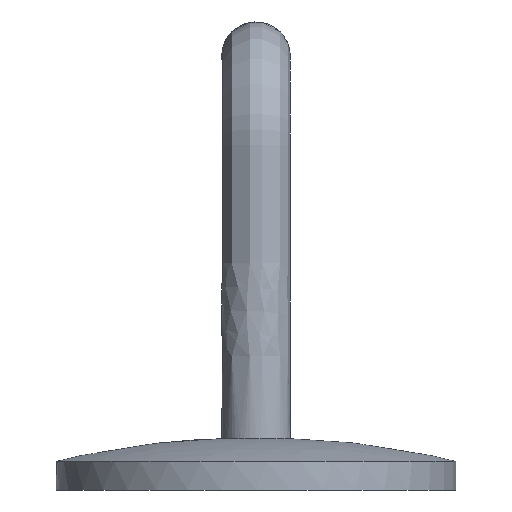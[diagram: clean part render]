
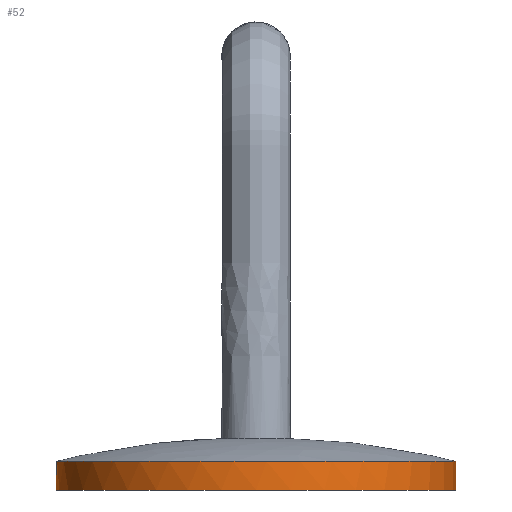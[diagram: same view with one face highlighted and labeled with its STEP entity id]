
A CAD part, front view. The second image highlights one B-rep face of the part: STEP entity #52.
In plain terms, the highlighted cylindrical face has radius 35 mm (diameter 70 mm), a full revolution.
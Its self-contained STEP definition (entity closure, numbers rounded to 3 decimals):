
#48=CYLINDRICAL_SURFACE('',#185,35.);
#52=ADVANCED_FACE('',(#66,#67),#48,.T.);
#66=FACE_BOUND('',#85,.T.);
#67=FACE_BOUND('',#86,.T.);
#85=EDGE_LOOP('',(#105));
#86=EDGE_LOOP('',(#106));
#105=ORIENTED_EDGE('',*,*,#135,.T.);
#106=ORIENTED_EDGE('',*,*,#130,.F.);
#120=VERTEX_POINT('',#314);
#125=VERTEX_POINT('',#516);
#130=EDGE_CURVE('',#120,#120,#144,.T.);
#135=EDGE_CURVE('',#125,#125,#147,.T.);
#144=CIRCLE('',#180,35.);
#147=CIRCLE('',#184,35.);
#180=AXIS2_PLACEMENT_3D('',#313,#199,#200);
#184=AXIS2_PLACEMENT_3D('',#515,#207,#208);
#185=AXIS2_PLACEMENT_3D('',#517,#209,#210);
#199=DIRECTION('',(0.,0.,1.));
#200=DIRECTION('',(1.,0.,0.));
#207=DIRECTION('',(0.,0.,1.));
#208=DIRECTION('',(1.,0.,0.));
#209=DIRECTION('',(0.,0.,1.));
#210=DIRECTION('',(1.,0.,0.));
#313=CARTESIAN_POINT('',(0.,0.,4.));
#314=CARTESIAN_POINT('',(35.,0.,4.));
#515=CARTESIAN_POINT('',(0.,0.,-1.));
#516=CARTESIAN_POINT('',(35.,0.,-1.));
#517=CARTESIAN_POINT('',(0.,0.,0.));
